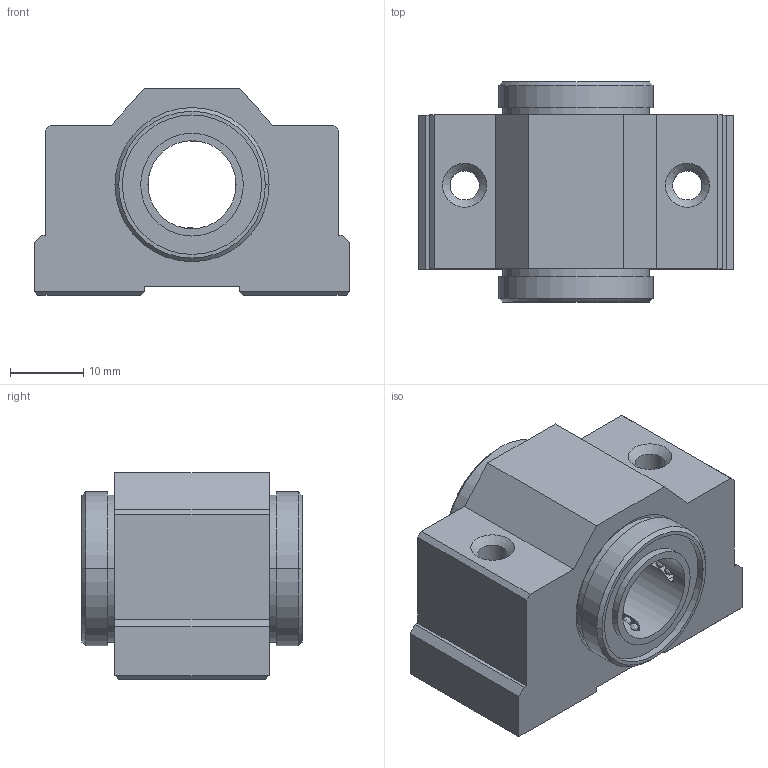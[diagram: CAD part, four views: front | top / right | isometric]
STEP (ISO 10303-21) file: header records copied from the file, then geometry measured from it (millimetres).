
FILE_DESCRIPTION(/* description */ ('Unknown'),/* implementation_level */ '2;1');
FILE_NAME(/* name */ 'Small_bearing_block',/* time_stamp */ '2024-03-14T23:19:42+01:00',/* author */ ('Unknown'),/* organization */ ('Unknown'),/* preprocessor_version */ 'ST-DEVELOPER v19.4',/* originating_system */ 'Solid Edge',/* authorisation */ 'Unknown');
FILE_SCHEMA (('AUTOMOTIVE_DESIGN {1 0 10303 214 3 1 1}'));
Length unit declared in the file: millimetre
Products named in the file (5): Small_bearing_block; LM12UU; Bearing Ball
Assembly tree (59 placements, depth 3):
  Small_bearing_block
    Small_bearing_block
    LM12UU
      LM12UU
      Bearing Ball  x56
Bounding box: 43 x 30 x 28.2 mm (x, y, z)
Volume: 20143.5 mm3; surface area: 10424.6 mm2
Topology: 58 solids, 58 shells, 226 faces, 679 edges, 467 vertices
Faces by surface type: sphere 112, cylinder 58, plane 48, cone 8
Full cylindrical faces by diameter (mm): 4 x2, 21 x1
Entity records: 4808 total; most frequent: CARTESIAN_POINT 1112, DIRECTION 621, ORIENTED_EDGE 558, EDGE_CURVE 279, AXIS2_PLACEMENT_3D 232, VERTEX_POINT 186, LINE 157, VECTOR 157
